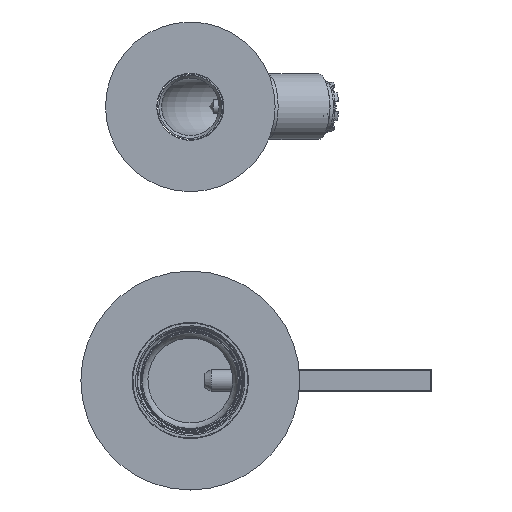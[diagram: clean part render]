
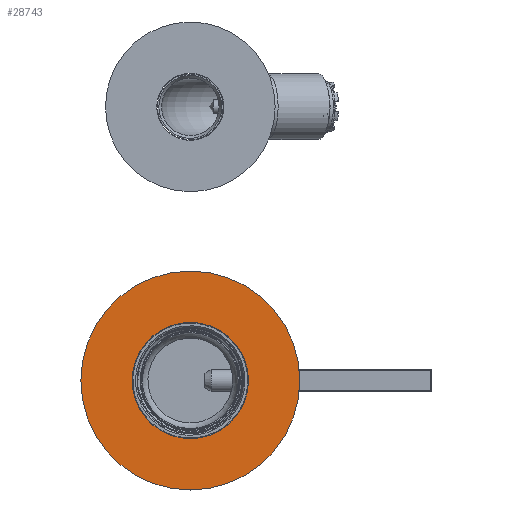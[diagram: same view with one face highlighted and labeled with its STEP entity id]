
A CAD part, left-side view. The second image highlights one B-rep face of the part: STEP entity #28743.
In plain terms, the highlighted planar face has unit normal (-1, 0, 0).
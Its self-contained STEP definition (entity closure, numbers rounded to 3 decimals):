
#1726 = ORIENTED_EDGE ( 'NONE', *, *, #34228, .T. ) ;
#2185 = DIRECTION ( 'NONE',  ( -1., 0., 0. ) ) ;
#2369 = PLANE ( 'NONE',  #5890 ) ;
#2380 = CIRCLE ( 'NONE', #13372, 21.25 ) ;
#3821 = CARTESIAN_POINT ( 'NONE',  ( 19.5, 0., -21.25 ) ) ;
#5890 = AXIS2_PLACEMENT_3D ( 'NONE', #8648, #2185, #14214 ) ;
#7901 = FACE_BOUND ( 'NONE', #27005, .T. ) ;
#8648 = CARTESIAN_POINT ( 'NONE',  ( 19.5, 0., 0. ) ) ;
#8984 = CARTESIAN_POINT ( 'NONE',  ( 19.5, 0., 0. ) ) ;
#10852 = DIRECTION ( 'NONE',  ( 0., 0., 1. ) ) ;
#13372 = AXIS2_PLACEMENT_3D ( 'NONE', #8984, #20657, #32315 ) ;
#14059 = EDGE_LOOP ( 'NONE', ( #1726 ) ) ;
#14214 = DIRECTION ( 'NONE',  ( 0., 0., 1. ) ) ;
#14279 = DIRECTION ( 'NONE',  ( -1., 0., 0. ) ) ;
#20657 = DIRECTION ( 'NONE',  ( 1., 0., 0. ) ) ;
#22886 = CARTESIAN_POINT ( 'NONE',  ( 19.5, 0., 0. ) ) ;
#23407 = AXIS2_PLACEMENT_3D ( 'NONE', #22886, #14279, #10852 ) ;
#24086 = CARTESIAN_POINT ( 'NONE',  ( 19.5, 0., 40. ) ) ;
#26941 = VERTEX_POINT ( 'NONE', #24086 ) ;
#27005 = EDGE_LOOP ( 'NONE', ( #34595 ) ) ;
#28743 = ADVANCED_FACE ( 'NONE', ( #7901, #28927 ), #2369, .T. ) ;
#28927 = FACE_OUTER_BOUND ( 'NONE', #14059, .T. ) ;
#31591 = EDGE_CURVE ( 'NONE', #32492, #32492, #2380, .T. ) ;
#32315 = DIRECTION ( 'NONE',  ( 0., 0., -1. ) ) ;
#32492 = VERTEX_POINT ( 'NONE', #3821 ) ;
#34228 = EDGE_CURVE ( 'NONE', #26941, #26941, #36265, .T. ) ;
#34595 = ORIENTED_EDGE ( 'NONE', *, *, #31591, .T. ) ;
#36265 = CIRCLE ( 'NONE', #23407, 40. ) ;
